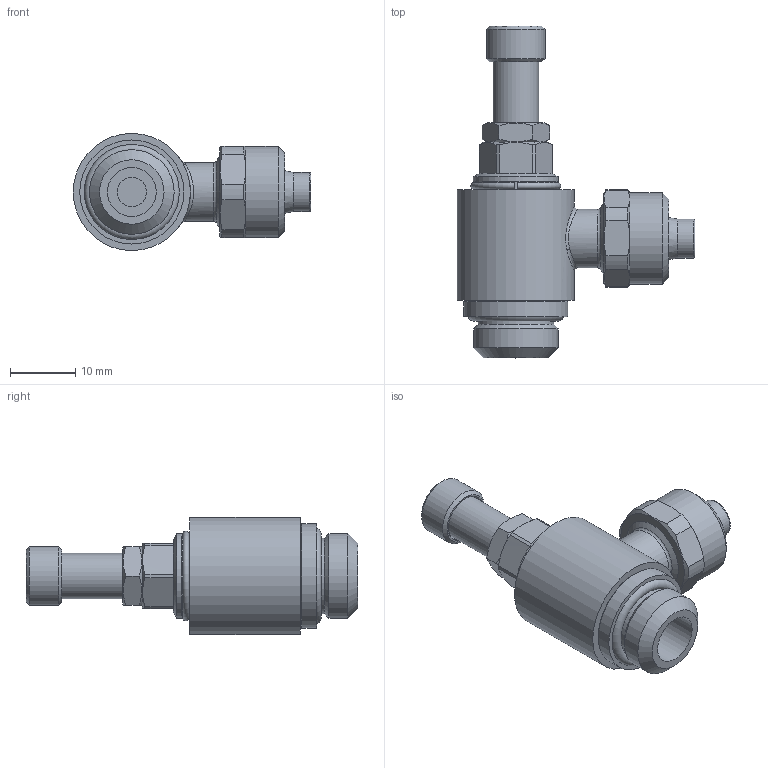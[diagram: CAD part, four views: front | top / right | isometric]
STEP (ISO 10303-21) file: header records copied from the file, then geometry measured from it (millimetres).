
FILE_DESCRIPTION( ( 'STEP AP214' ), '1' );
FILE_NAME( '04320C42.stp', '2021-04-20T07:32:21', ( 'License CC BY-ND 4.0' ), ( 'CADENAS' ), ' ', 'PARTsolutions', ' ' );
FILE_SCHEMA( ( 'AUTOMOTIVE_DESIGN { 1 0 10303 214 1 1 1 1 }' ) );
Length unit declared in the file: metre
Products named in the file (3): 04320C42; NONE
Assembly tree (2 placements, depth 2):
  04320C42
    NONE
    NONE
Bounding box: 36.5 x 51.01 x 18 mm (x, y, z)
Volume: 8790.3 mm3; surface area: 3961.3 mm2
Topology: 2 solids, 4 shells, 106 faces, 228 edges, 145 vertices
Faces by surface type: plane 45, cylinder 33, cone 22, torus 4, bspline 2
Full cylindrical faces by diameter (mm): 4.5 x1, 5 x1, 6 x1, 7 x2, 7.5 x1, 8.15 x1, 9 x2, 11.6 x1, 11.95 x1, 13 x1, 13.05 x2, 14 x1, 16 x1, 18 x1
Entity records: 4043 total; most frequent: CARTESIAN_POINT 1081, DIRECTION 428, ORIENTED_EDGE 366, AXIS2_PLACEMENT_3D 195, EDGE_CURVE 183, EDGE_LOOP 158, VERTEX_POINT 137, FACE_OUTER_BOUND 127
